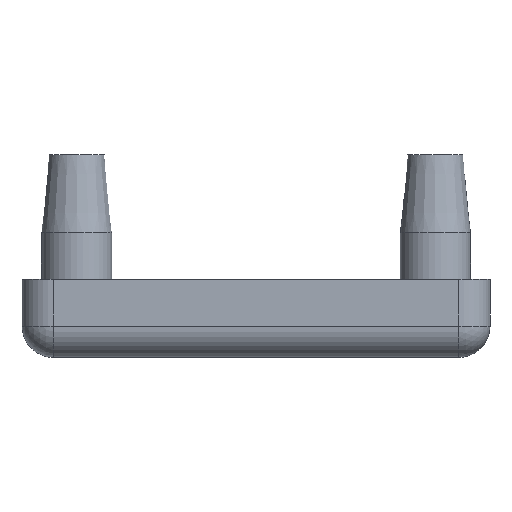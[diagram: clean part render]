
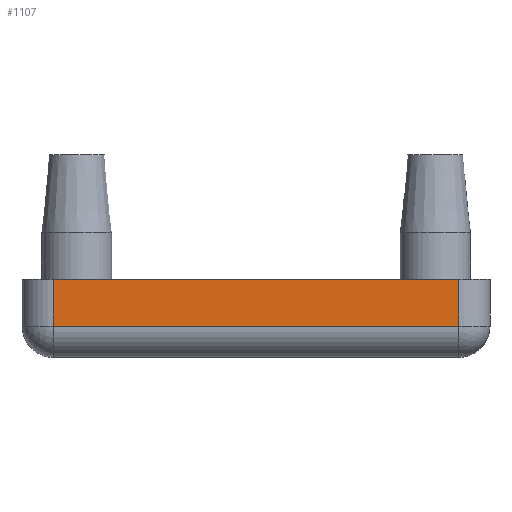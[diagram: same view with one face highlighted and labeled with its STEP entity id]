
A CAD part, left-side view. The second image highlights one B-rep face of the part: STEP entity #1107.
In plain terms, the highlighted planar face has unit normal (-1, 0, 0).
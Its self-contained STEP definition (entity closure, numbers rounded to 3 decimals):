
#29=PLANE('',#1238);
#72=FACE_OUTER_BOUND('',#147,.T.);
#147=EDGE_LOOP('',(#814,#815,#816,#817));
#234=LINE('',#1849,#322);
#235=LINE('',#1851,#323);
#236=LINE('',#1853,#324);
#237=LINE('',#1854,#325);
#322=VECTOR('',#1466,1000.);
#323=VECTOR('',#1467,1000.);
#324=VECTOR('',#1468,1000.);
#325=VECTOR('',#1469,1000.);
#514=VERTEX_POINT('',#1847);
#515=VERTEX_POINT('',#1848);
#516=VERTEX_POINT('',#1850);
#517=VERTEX_POINT('',#1852);
#630=EDGE_CURVE('',#514,#515,#234,.T.);
#631=EDGE_CURVE('',#515,#516,#235,.T.);
#632=EDGE_CURVE('',#516,#517,#236,.T.);
#633=EDGE_CURVE('',#514,#517,#237,.T.);
#814=ORIENTED_EDGE('',*,*,#630,.T.);
#815=ORIENTED_EDGE('',*,*,#631,.T.);
#816=ORIENTED_EDGE('',*,*,#632,.T.);
#817=ORIENTED_EDGE('',*,*,#633,.F.);
#1107=ADVANCED_FACE('',(#72),#29,.F.);
#1238=AXIS2_PLACEMENT_3D('',#1846,#1464,#1465);
#1464=DIRECTION('center_axis',(1.,0.,0.));
#1465=DIRECTION('ref_axis',(0.,0.,-1.));
#1466=DIRECTION('',(0.,0.,-1.));
#1467=DIRECTION('',(0.,-1.,0.));
#1468=DIRECTION('',(0.,0.,1.));
#1469=DIRECTION('',(0.,-1.,0.));
#1846=CARTESIAN_POINT('Origin',(-39.594,36.17,5.));
#1847=CARTESIAN_POINT('',(-39.594,34.17,5.));
#1848=CARTESIAN_POINT('',(-39.594,34.17,2.));
#1849=CARTESIAN_POINT('',(-39.594,34.17,5.));
#1850=CARTESIAN_POINT('',(-39.594,8.17,2.));
#1851=CARTESIAN_POINT('',(-39.594,36.17,2.));
#1852=CARTESIAN_POINT('',(-39.594,8.17,5.));
#1853=CARTESIAN_POINT('',(-39.594,8.17,5.));
#1854=CARTESIAN_POINT('',(-39.594,36.17,5.));
